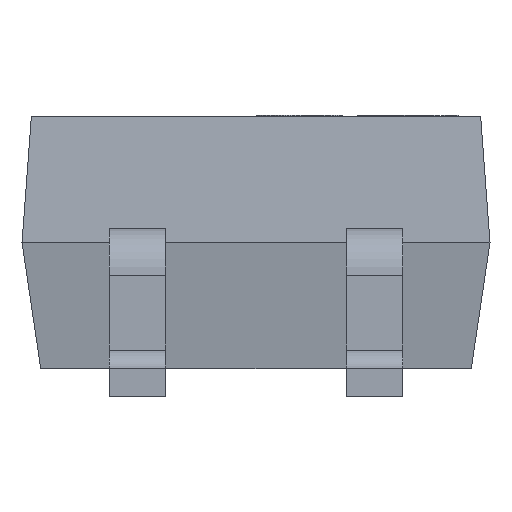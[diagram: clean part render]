
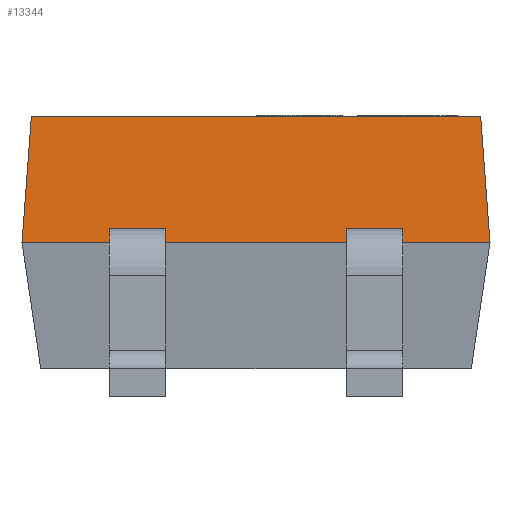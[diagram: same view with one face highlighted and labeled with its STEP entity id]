
A CAD part, front view. The second image highlights one B-rep face of the part: STEP entity #13344.
In plain terms, the highlighted planar face has unit normal (0, -0.997, 0.074).
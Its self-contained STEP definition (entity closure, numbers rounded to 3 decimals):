
#323 = VECTOR ( 'NONE', #10681, 1000. ) ;
#727 = CARTESIAN_POINT ( 'NONE',  ( 1.57, -1.989, 0.147 ) ) ;
#808 = CARTESIAN_POINT ( 'NONE',  ( 0.97, -1.989, 0.15 ) ) ;
#1022 = CARTESIAN_POINT ( 'NONE',  ( 0., -1.989, 0.15 ) ) ;
#1185 = LINE ( 'NONE', #6317, #12970 ) ;
#1491 = EDGE_CURVE ( 'NONE', #5784, #15746, #7205, .T. ) ;
#1981 = EDGE_CURVE ( 'NONE', #15659, #2607, #4907, .T. ) ;
#2195 = CARTESIAN_POINT ( 'NONE',  ( -0.97, -2., 0. ) ) ;
#2204 = CARTESIAN_POINT ( 'NONE',  ( 1.57, -2., 0. ) ) ;
#2220 = CARTESIAN_POINT ( 'NONE',  ( -2.5, -2., 0. ) ) ;
#2251 = DIRECTION ( 'NONE',  ( 1., 0., 0. ) ) ;
#2306 = LINE ( 'NONE', #8686, #12558 ) ;
#2607 = VERTEX_POINT ( 'NONE', #12252 ) ;
#2694 = CARTESIAN_POINT ( 'NONE',  ( -0.97, -1.989, 0.147 ) ) ;
#2744 = ORIENTED_EDGE ( 'NONE', *, *, #1491, .F. ) ;
#3337 = VECTOR ( 'NONE', #16416, 1000. ) ;
#3458 = FACE_OUTER_BOUND ( 'NONE', #4851, .T. ) ;
#3555 = EDGE_CURVE ( 'NONE', #8299, #16515, #7460, .T. ) ;
#3652 = LINE ( 'NONE', #6207, #10330 ) ;
#3734 = CARTESIAN_POINT ( 'NONE',  ( -2.5, -2., 0. ) ) ;
#3743 = VECTOR ( 'NONE', #9244, 1000. ) ;
#3881 = CARTESIAN_POINT ( 'NONE',  ( 0., -1.989, 0.147 ) ) ;
#3980 = VERTEX_POINT ( 'NONE', #4552 ) ;
#4055 = AXIS2_PLACEMENT_3D ( 'NONE', #3881, #14109, #4925 ) ;
#4108 = LINE ( 'NONE', #10828, #3743 ) ;
#4188 = VECTOR ( 'NONE', #15007, 1000. ) ;
#4552 = CARTESIAN_POINT ( 'NONE',  ( 0.97, -2., 0. ) ) ;
#4554 = DIRECTION ( 'NONE',  ( 0.074, -0.074, -0.995 ) ) ;
#4576 = PLANE ( 'NONE',  #4055 ) ;
#4684 = CARTESIAN_POINT ( 'NONE',  ( -1.57, -1.989, 0.15 ) ) ;
#4775 = ORIENTED_EDGE ( 'NONE', *, *, #12048, .T. ) ;
#4807 = EDGE_CURVE ( 'NONE', #3980, #7706, #8436, .T. ) ;
#4838 = EDGE_CURVE ( 'NONE', #11318, #3980, #2306, .T. ) ;
#4851 = EDGE_LOOP ( 'NONE', ( #14380, #7978, #13169, #4775, #2744, #15151, #8269, #7377, #12685, #15104, #13269, #5522 ) ) ;
#4856 = VECTOR ( 'NONE', #2251, 1000. ) ;
#4907 = LINE ( 'NONE', #2220, #3337 ) ;
#4925 = DIRECTION ( 'NONE',  ( 0., -0.074, -0.997 ) ) ;
#4969 = CARTESIAN_POINT ( 'NONE',  ( -2.4, -1.9, 1.35 ) ) ;
#5522 = ORIENTED_EDGE ( 'NONE', *, *, #3555, .T. ) ;
#5784 = VERTEX_POINT ( 'NONE', #2204 ) ;
#6038 = DIRECTION ( 'NONE',  ( 0., 0.074, 0.997 ) ) ;
#6109 = VECTOR ( 'NONE', #8344, 1000. ) ;
#6207 = CARTESIAN_POINT ( 'NONE',  ( -1.57, -1.989, 0.147 ) ) ;
#6317 = CARTESIAN_POINT ( 'NONE',  ( -2.4, -1.9, 1.35 ) ) ;
#6731 = VERTEX_POINT ( 'NONE', #13920 ) ;
#7163 = LINE ( 'NONE', #11023, #11723 ) ;
#7205 = LINE ( 'NONE', #727, #16293 ) ;
#7377 = ORIENTED_EDGE ( 'NONE', *, *, #14000, .F. ) ;
#7460 = LINE ( 'NONE', #11436, #11035 ) ;
#7611 = LINE ( 'NONE', #3734, #4856 ) ;
#7706 = VERTEX_POINT ( 'NONE', #808 ) ;
#7978 = ORIENTED_EDGE ( 'NONE', *, *, #4838, .T. ) ;
#8117 = CARTESIAN_POINT ( 'NONE',  ( 1.57, -1.989, 0.15 ) ) ;
#8269 = ORIENTED_EDGE ( 'NONE', *, *, #12767, .F. ) ;
#8297 = EDGE_CURVE ( 'NONE', #5784, #6731, #7611, .T. ) ;
#8299 = VERTEX_POINT ( 'NONE', #4684 ) ;
#8344 = DIRECTION ( 'NONE',  ( 0., 0.074, 0.997 ) ) ;
#8436 = LINE ( 'NONE', #15943, #6109 ) ;
#8600 = DIRECTION ( 'NONE',  ( 1., 0., 0. ) ) ;
#8686 = CARTESIAN_POINT ( 'NONE',  ( -2.5, -2., 0. ) ) ;
#8883 = VERTEX_POINT ( 'NONE', #12979 ) ;
#9244 = DIRECTION ( 'NONE',  ( -0.074, -0.074, -0.995 ) ) ;
#10330 = VECTOR ( 'NONE', #11247, 1000. ) ;
#10431 = CARTESIAN_POINT ( 'NONE',  ( -0.97, -1.989, 0.15 ) ) ;
#10585 = EDGE_CURVE ( 'NONE', #2607, #8299, #3652, .T. ) ;
#10681 = DIRECTION ( 'NONE',  ( 0., 0.074, 0.997 ) ) ;
#10828 = CARTESIAN_POINT ( 'NONE',  ( -2.4, -1.9, 1.35 ) ) ;
#11023 = CARTESIAN_POINT ( 'NONE',  ( 2.4, -1.9, 1.35 ) ) ;
#11035 = VECTOR ( 'NONE', #12699, 1000. ) ;
#11247 = DIRECTION ( 'NONE',  ( 0., 0.074, 0.997 ) ) ;
#11318 = VERTEX_POINT ( 'NONE', #2195 ) ;
#11436 = CARTESIAN_POINT ( 'NONE',  ( 0., -1.989, 0.15 ) ) ;
#11723 = VECTOR ( 'NONE', #4554, 1000. ) ;
#12048 = EDGE_CURVE ( 'NONE', #7706, #15746, #12549, .T. ) ;
#12252 = CARTESIAN_POINT ( 'NONE',  ( -1.57, -2., 0. ) ) ;
#12549 = LINE ( 'NONE', #1022, #4188 ) ;
#12558 = VECTOR ( 'NONE', #8600, 1000. ) ;
#12685 = ORIENTED_EDGE ( 'NONE', *, *, #15424, .T. ) ;
#12699 = DIRECTION ( 'NONE',  ( 1., 0., 0. ) ) ;
#12767 = EDGE_CURVE ( 'NONE', #8883, #6731, #7163, .T. ) ;
#12970 = VECTOR ( 'NONE', #13739, 1000. ) ;
#12979 = CARTESIAN_POINT ( 'NONE',  ( 2.4, -1.9, 1.35 ) ) ;
#13169 = ORIENTED_EDGE ( 'NONE', *, *, #4807, .T. ) ;
#13269 = ORIENTED_EDGE ( 'NONE', *, *, #10585, .T. ) ;
#13344 = ADVANCED_FACE ( 'NONE', ( #3458 ), #4576, .T. ) ;
#13739 = DIRECTION ( 'NONE',  ( 1., 0., 0. ) ) ;
#13920 = CARTESIAN_POINT ( 'NONE',  ( 2.5, -2., 0. ) ) ;
#14000 = EDGE_CURVE ( 'NONE', #16344, #8883, #1185, .T. ) ;
#14109 = DIRECTION ( 'NONE',  ( 0., -0.997, 0.074 ) ) ;
#14348 = LINE ( 'NONE', #2694, #323 ) ;
#14380 = ORIENTED_EDGE ( 'NONE', *, *, #14602, .F. ) ;
#14602 = EDGE_CURVE ( 'NONE', #11318, #16515, #14348, .T. ) ;
#15007 = DIRECTION ( 'NONE',  ( 1., 0., 0. ) ) ;
#15104 = ORIENTED_EDGE ( 'NONE', *, *, #1981, .T. ) ;
#15151 = ORIENTED_EDGE ( 'NONE', *, *, #8297, .T. ) ;
#15424 = EDGE_CURVE ( 'NONE', #16344, #15659, #4108, .T. ) ;
#15659 = VERTEX_POINT ( 'NONE', #16380 ) ;
#15746 = VERTEX_POINT ( 'NONE', #8117 ) ;
#15943 = CARTESIAN_POINT ( 'NONE',  ( 0.97, -1.989, 0.147 ) ) ;
#16293 = VECTOR ( 'NONE', #6038, 1000. ) ;
#16344 = VERTEX_POINT ( 'NONE', #4969 ) ;
#16380 = CARTESIAN_POINT ( 'NONE',  ( -2.5, -2., 0. ) ) ;
#16416 = DIRECTION ( 'NONE',  ( 1., 0., 0. ) ) ;
#16515 = VERTEX_POINT ( 'NONE', #10431 ) ;
